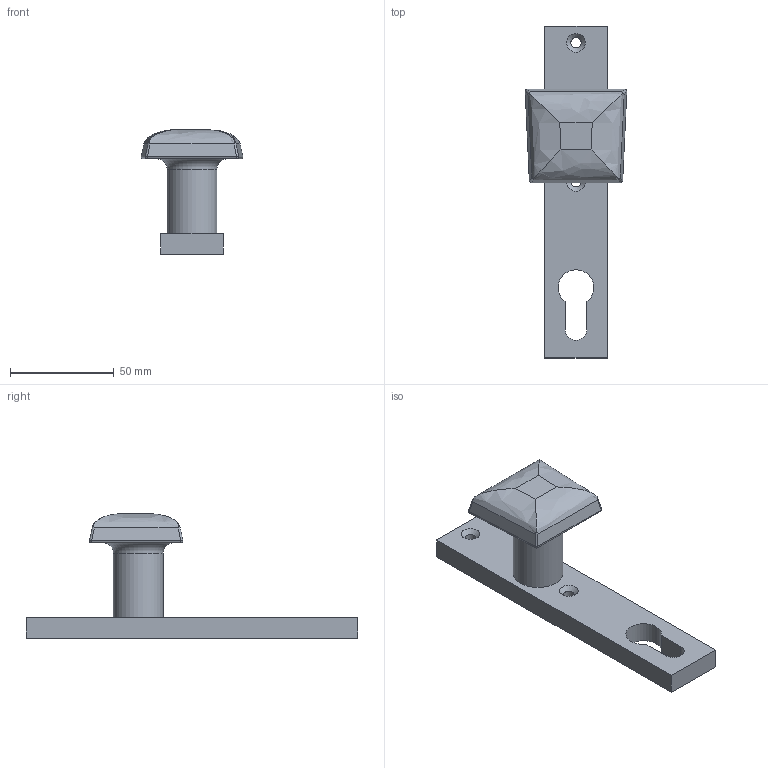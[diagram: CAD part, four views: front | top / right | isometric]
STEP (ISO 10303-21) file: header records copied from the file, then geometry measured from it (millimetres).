
FILE_DESCRIPTION (( 'STEP AP203' ), '1' );
FILE_NAME ('16170.STEP', '2024-08-13T08:28:26', ( '' ), ( '' ), 'SwSTEP 2.0', 'SolidWorks 2018', '' );
FILE_SCHEMA (( 'CONFIG_CONTROL_DESIGN' ));
Length unit declared in the file: millimetre
Products named in the file (5): 16170; 16170 Teil2_16170 Teil2; 16170 Teil3_16170 Teil3; 16170 Teil1_16170 Teil1; DIN 7991 Konfig_M6x16
Assembly tree (4 placements, depth 2):
  16170
    16170 Teil1_16170 Teil1
    16170 Teil2_16170 Teil2
    16170 Teil3_16170 Teil3
    DIN 7991 Konfig_M6x16
Bounding box: 49 x 160 x 60 mm (x, y, z)
Volume: 82434.5 mm3; surface area: 23658.3 mm2
Topology: 4 solids, 4 shells, 235 faces, 608 edges, 397 vertices
Faces by surface type: plane 131, bspline 70, cylinder 22, cone 7, sphere 4, torus 1
Full cylindrical faces by diameter (mm): 5 x3, 6 x1, 10.5 x1, 12 x1, 20 x1, 24 x1
Entity records: 11327 total; most frequent: CARTESIAN_POINT 5656, ORIENTED_EDGE 1164, DIRECTION 813, EDGE_CURVE 582, VERTEX_POINT 391, LINE 379, VECTOR 379, EDGE_LOOP 281
